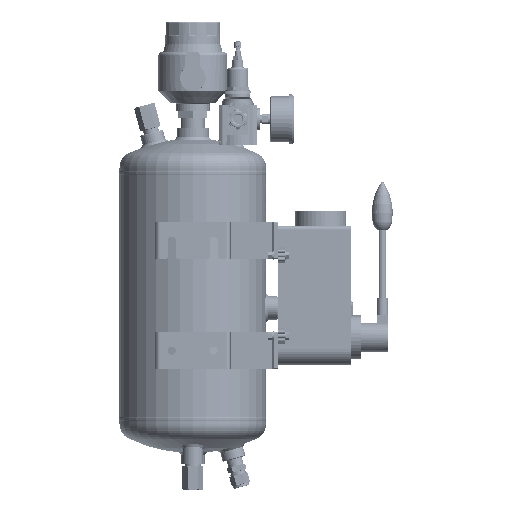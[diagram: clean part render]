
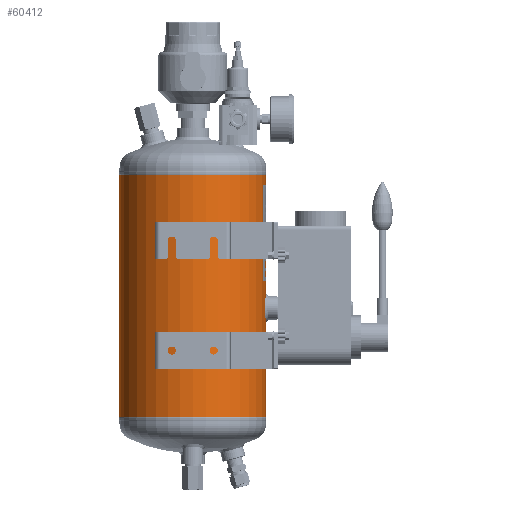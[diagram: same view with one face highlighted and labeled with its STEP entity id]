
A CAD part, left-side view. The second image highlights one B-rep face of the part: STEP entity #60412.
In plain terms, the highlighted cylindrical face has radius 100 mm (diameter 200 mm), a partial arc.
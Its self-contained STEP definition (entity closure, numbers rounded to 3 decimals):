
#3926=LINE('',#96820,#7850);
#3927=LINE('',#96825,#7851);
#3928=LINE('',#96829,#7852);
#3929=LINE('',#96833,#7853);
#7850=VECTOR('',#80129,1000.);
#7851=VECTOR('',#80132,1000.);
#7852=VECTOR('',#80135,1000.);
#7853=VECTOR('',#80138,1000.);
#11774=CIRCLE('',#73779,100.);
#11775=CIRCLE('',#73780,100.);
#11776=CIRCLE('',#73781,100.);
#11777=CIRCLE('',#73782,100.);
#14054=ORIENTED_EDGE('',*,*,#32110,.T.);
#14055=ORIENTED_EDGE('',*,*,#32111,.T.);
#14056=ORIENTED_EDGE('',*,*,#32112,.T.);
#14057=ORIENTED_EDGE('',*,*,#32113,.F.);
#14058=ORIENTED_EDGE('',*,*,#32114,.F.);
#14059=ORIENTED_EDGE('',*,*,#32115,.F.);
#14060=ORIENTED_EDGE('',*,*,#32116,.F.);
#14061=ORIENTED_EDGE('',*,*,#32117,.T.);
#14062=ORIENTED_EDGE('',*,*,#32118,.T.);
#14063=ORIENTED_EDGE('',*,*,#32119,.F.);
#14064=ORIENTED_EDGE('',*,*,#32120,.F.);
#32110=EDGE_CURVE('',#41138,#41138,#47383,.T.);
#32111=EDGE_CURVE('',#41139,#41139,#47384,.T.);
#32112=EDGE_CURVE('',#41140,#41140,#47385,.T.);
#32113=EDGE_CURVE('',#41141,#41142,#3926,.T.);
#32114=EDGE_CURVE('',#41143,#41141,#11774,.T.);
#32115=EDGE_CURVE('',#41144,#41143,#3927,.F.);
#32116=EDGE_CURVE('',#41145,#41144,#11775,.T.);
#32117=EDGE_CURVE('',#41145,#41146,#3928,.T.);
#32118=EDGE_CURVE('',#41146,#41147,#11776,.T.);
#32119=EDGE_CURVE('',#41148,#41147,#3929,.T.);
#32120=EDGE_CURVE('',#41142,#41148,#11777,.T.);
#41138=VERTEX_POINT('',#96795);
#41139=VERTEX_POINT('',#96807);
#41140=VERTEX_POINT('',#96819);
#41141=VERTEX_POINT('',#96821);
#41142=VERTEX_POINT('',#96822);
#41143=VERTEX_POINT('',#96824);
#41144=VERTEX_POINT('',#96826);
#41145=VERTEX_POINT('',#96828);
#41146=VERTEX_POINT('',#96830);
#41147=VERTEX_POINT('',#96832);
#41148=VERTEX_POINT('',#96834);
#47383=B_SPLINE_CURVE_WITH_KNOTS('',3,(#96776,#96777,#96778,#96779,#96780,
#96781,#96782,#96783,#96784,#96785,#96786,#96787,#96788,#96789,#96790,#96791,
#96792,#96793,#96794),.UNSPECIFIED.,.T.,.F.,(1,1,1,1,1,1,1,1,1,1,1,1,1,
1,1,1,1,1,1,1,1,1,1),(-0.018,-0.012,-0.006,
0.,0.006,0.012,0.018,0.023,
0.029,0.035,0.041,0.047,
0.053,0.059,0.065,0.07,
0.076,0.082,0.088,0.094,
0.1,0.106,0.112),.UNSPECIFIED.);
#47384=B_SPLINE_CURVE_WITH_KNOTS('',3,(#96796,#96797,#96798,#96799,#96800,
#96801,#96802,#96803,#96804,#96805,#96806),.UNSPECIFIED.,.T.,.F.,(1,1,1,
1,1,1,1,1,1,1,1,1,1,1,1),(-0.012,-0.008,-0.004,
0.,0.004,0.008,0.012,
0.016,0.02,0.023,0.027,
0.031,0.035,0.039,0.043),
 .UNSPECIFIED.);
#47385=B_SPLINE_CURVE_WITH_KNOTS('',3,(#96808,#96809,#96810,#96811,#96812,
#96813,#96814,#96815,#96816,#96817,#96818),.UNSPECIFIED.,.T.,.F.,(1,1,1,
1,1,1,1,1,1,1,1,1,1,1,1),(-0.012,-0.008,-0.004,
0.,0.004,0.008,0.012,
0.016,0.02,0.023,0.027,
0.031,0.035,0.039,0.043),
 .UNSPECIFIED.);
#49837=EDGE_LOOP('',(#14054));
#49838=EDGE_LOOP('',(#14055));
#49839=EDGE_LOOP('',(#14056));
#49840=EDGE_LOOP('',(#14057,#14058,#14059,#14060,#14061,#14062,#14063,#14064));
#54651=FACE_BOUND('',#49837,.T.);
#54652=FACE_BOUND('',#49838,.T.);
#54653=FACE_BOUND('',#49839,.T.);
#54654=FACE_BOUND('',#49840,.T.);
#59465=CYLINDRICAL_SURFACE('',#73778,100.);
#60412=ADVANCED_FACE('',(#54651,#54652,#54653,#54654),#59465,.T.);
#73778=AXIS2_PLACEMENT_3D('',#96775,#80127,#80128);
#73779=AXIS2_PLACEMENT_3D('',#96823,#80130,#80131);
#73780=AXIS2_PLACEMENT_3D('',#96827,#80133,#80134);
#73781=AXIS2_PLACEMENT_3D('',#96831,#80136,#80137);
#73782=AXIS2_PLACEMENT_3D('',#96835,#80139,#80140);
#80127=DIRECTION('',(0.,-1.,0.));
#80128=DIRECTION('',(0.,0.,-1.));
#80129=DIRECTION('',(0.,-1.,0.));
#80130=DIRECTION('',(0.,1.,0.));
#80131=DIRECTION('',(1.,0.,0.));
#80132=DIRECTION('',(0.,-1.,0.));
#80133=DIRECTION('',(0.,-1.,0.));
#80134=DIRECTION('',(1.,0.,0.));
#80135=DIRECTION('',(0.,-1.,0.));
#80136=DIRECTION('',(0.,1.,0.));
#80137=DIRECTION('',(1.,0.,0.));
#80138=DIRECTION('',(0.,-1.,0.));
#80139=DIRECTION('',(0.,-1.,0.));
#80140=DIRECTION('',(1.,0.,0.));
#96775=CARTESIAN_POINT('',(0.,330.,0.));
#96776=CARTESIAN_POINT('',(-98.994,187.429,14.208));
#96777=CARTESIAN_POINT('',(-98.806,181.503,15.395));
#96778=CARTESIAN_POINT('',(-98.993,175.608,14.214));
#96779=CARTESIAN_POINT('',(-99.436,170.625,10.88));
#96780=CARTESIAN_POINT('',(-99.878,167.295,5.9));
#96781=CARTESIAN_POINT('',(-100.061,166.117,0.009));
#96782=CARTESIAN_POINT('',(-99.879,167.288,-5.887));
#96783=CARTESIAN_POINT('',(-99.437,170.623,-10.879));
#96784=CARTESIAN_POINT('',(-98.992,175.61,-14.215));
#96785=CARTESIAN_POINT('',(-98.807,181.503,-15.391));
#96786=CARTESIAN_POINT('',(-98.992,187.396,-14.219));
#96787=CARTESIAN_POINT('',(-99.435,192.379,-10.892));
#96788=CARTESIAN_POINT('',(-99.877,195.718,-5.914));
#96789=CARTESIAN_POINT('',(-100.061,196.901,-0.013));
#96790=CARTESIAN_POINT('',(-99.878,195.728,5.889));
#96791=CARTESIAN_POINT('',(-99.437,192.395,10.874));
#96792=CARTESIAN_POINT('',(-98.994,187.429,14.208));
#96793=CARTESIAN_POINT('',(-98.806,181.503,15.395));
#96794=CARTESIAN_POINT('',(-98.993,175.608,14.214));
#96795=CARTESIAN_POINT('',(-98.869,181.508,15.));
#96796=CARTESIAN_POINT('',(3.922,158.915,-99.937));
#96797=CARTESIAN_POINT('',(-0.001,160.542,-100.031));
#96798=CARTESIAN_POINT('',(-3.918,158.916,-99.937));
#96799=CARTESIAN_POINT('',(-5.54,155.004,-99.844));
#96800=CARTESIAN_POINT('',(-3.921,151.083,-99.937));
#96801=CARTESIAN_POINT('',(-0.001,149.46,-100.031));
#96802=CARTESIAN_POINT('',(3.913,151.078,-99.938));
#96803=CARTESIAN_POINT('',(5.541,154.994,-99.844));
#96804=CARTESIAN_POINT('',(3.922,158.915,-99.937));
#96805=CARTESIAN_POINT('',(-0.001,160.542,-100.031));
#96806=CARTESIAN_POINT('',(-3.918,158.916,-99.937));
#96807=CARTESIAN_POINT('',(0.,160.,-100.));
#96808=CARTESIAN_POINT('',(3.922,48.915,-99.937));
#96809=CARTESIAN_POINT('',(-0.001,50.542,-100.031));
#96810=CARTESIAN_POINT('',(-3.918,48.916,-99.937));
#96811=CARTESIAN_POINT('',(-5.54,45.004,-99.844));
#96812=CARTESIAN_POINT('',(-3.921,41.083,-99.937));
#96813=CARTESIAN_POINT('',(-0.001,39.46,-100.031));
#96814=CARTESIAN_POINT('',(3.913,41.078,-99.938));
#96815=CARTESIAN_POINT('',(5.541,44.994,-99.844));
#96816=CARTESIAN_POINT('',(3.922,48.915,-99.937));
#96817=CARTESIAN_POINT('',(-0.001,50.542,-100.031));
#96818=CARTESIAN_POINT('',(-3.918,48.916,-99.937));
#96819=CARTESIAN_POINT('',(0.,50.,-100.));
#96820=CARTESIAN_POINT('',(-0.241,165.,100.));
#96821=CARTESIAN_POINT('',(-0.241,330.,100.));
#96822=CARTESIAN_POINT('',(-0.241,265.,100.));
#96823=CARTESIAN_POINT('',(0.,330.,0.));
#96824=CARTESIAN_POINT('',(0.241,330.,100.));
#96825=CARTESIAN_POINT('',(0.241,165.,100.));
#96826=CARTESIAN_POINT('',(0.241,265.,100.));
#96827=CARTESIAN_POINT('',(0.,265.,0.));
#96828=CARTESIAN_POINT('',(0.254,265.,100.));
#96829=CARTESIAN_POINT('',(0.254,265.,100.));
#96830=CARTESIAN_POINT('',(0.254,0.,100.));
#96831=CARTESIAN_POINT('',(0.,0.,0.));
#96832=CARTESIAN_POINT('',(-0.254,0.,100.));
#96833=CARTESIAN_POINT('',(-0.254,265.,100.));
#96834=CARTESIAN_POINT('',(-0.254,265.,100.));
#96835=CARTESIAN_POINT('',(0.,265.,0.));
